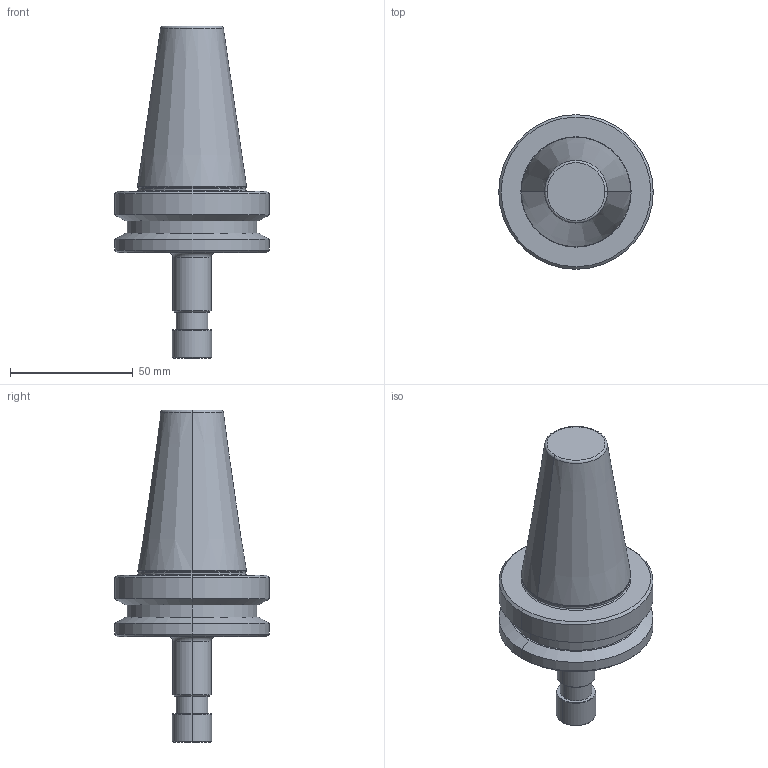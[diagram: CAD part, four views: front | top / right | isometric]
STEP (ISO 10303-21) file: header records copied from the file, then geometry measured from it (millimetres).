
FILE_DESCRIPTION (( 'STEP AP203' ), '1' );
FILE_NAME ('BT 40 ER11M 070 AD+B-2.5G 25000 SL.STEP', '2019-05-21T08:49:51', ( '' ), ( '' ), 'SwSTEP 2.0', 'SolidWorks 2014', '' );
FILE_SCHEMA (( 'CONFIG_CONTROL_DESIGN' ));
Length unit declared in the file: millimetre
Products named in the file (1): BT 40 ER11M 070 AD+B-2.5G 25000 SL
Bounding box: 63 x 63 x 135.4 mm (x, y, z)
Volume: 146224.2 mm3; surface area: 20457.3 mm2
Topology: 1 solids, 1 shells, 48 faces, 94 edges, 54 vertices
Faces by surface type: cone 18, cylinder 14, torus 8, plane 8
Entity records: 1309 total; most frequent: DIRECTION 254, CARTESIAN_POINT 197, ORIENTED_EDGE 188, AXIS2_PLACEMENT_3D 111, EDGE_CURVE 94, CIRCLE 62, VERTEX_POINT 54, EDGE_LOOP 54
